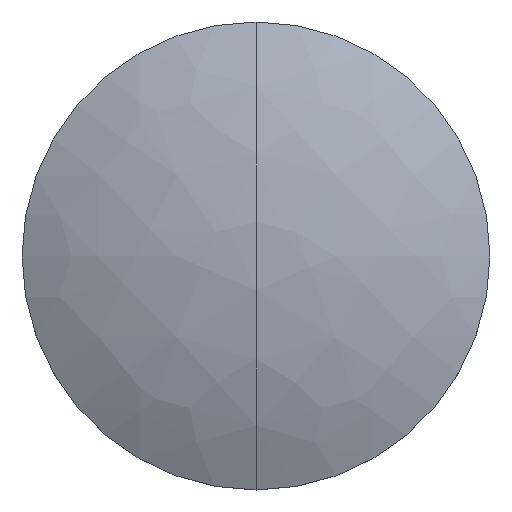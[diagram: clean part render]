
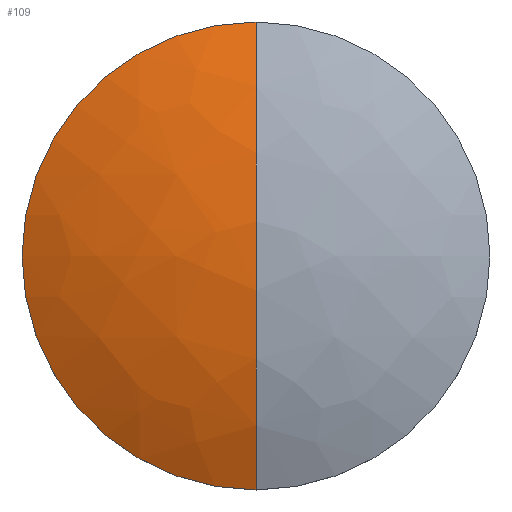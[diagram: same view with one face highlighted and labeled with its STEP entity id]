
A CAD part, top view. The second image highlights one B-rep face of the part: STEP entity #109.
In plain terms, the highlighted free-form (B-spline) face has degree [3, 3] with [4, 4] control points.
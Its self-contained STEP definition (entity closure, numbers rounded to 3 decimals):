
#3 = CARTESIAN_POINT ( 'NONE',  ( -9.096, -4.579, 7.523 ) ) ;
#8 = CARTESIAN_POINT ( 'NONE',  ( -7.931, -12.842, 3.705 ) ) ;
#11 = CARTESIAN_POINT ( 'NONE',  ( 0., 0., 4.657 ) ) ;
#23 = ORIENTED_EDGE ( 'NONE', *, *, #182, .T. ) ;
#25 = CARTESIAN_POINT ( 'NONE',  ( -4.605, 4.579, 8.538 ) ) ;
#26 = FACE_OUTER_BOUND ( 'NONE', #75, .T. ) ;
#27 = CARTESIAN_POINT ( 'NONE',  ( -4.605, -4.579, 8.538 ) ) ;
#30 = VERTEX_POINT ( 'NONE', #132 ) ;
#32 = DIRECTION ( 'NONE',  ( 0., 0., -1. ) ) ;
#37 = AXIS2_PLACEMENT_3D ( 'NONE', #139, #69, #229 ) ;
#38 =( BOUNDED_SURFACE ( )  B_SPLINE_SURFACE ( 3, 3, ( 
 ( #190, #115, #8, #188 ),
 ( #215, #27, #3, #41 ),
 ( #96, #25, #244, #240 ),
 ( #154, #80, #241, #97 ) ),
 .UNSPECIFIED., .F., .F., .F. ) 
 B_SPLINE_SURFACE_WITH_KNOTS ( ( 4, 4 ),
 ( 4, 4 ),
 ( 0., 1. ),
 ( 0., 1. ),
 .UNSPECIFIED. ) 
 GEOMETRIC_REPRESENTATION_ITEM ( )  RATIONAL_B_SPLINE_SURFACE ( (
 ( 1., 0.984, 0.984, 1.),
 ( 0.935, 0.92, 0.92, 0.935),
 ( 0.935, 0.92, 0.92, 0.935),
 ( 1., 0.984, 0.984, 1.) ) ) 
 REPRESENTATION_ITEM ( '' )  SURFACE ( )  );
#41 = CARTESIAN_POINT ( 'NONE',  ( -13.253, -4.579, 5.543 ) ) ;
#42 = DIRECTION ( 'NONE',  ( 0., -1., 0. ) ) ;
#69 = DIRECTION ( 'NONE',  ( -1., 0., 0. ) ) ;
#75 = EDGE_LOOP ( 'NONE', ( #186, #23 ) ) ;
#79 = CIRCLE ( 'NONE', #37, 29.79 ) ;
#80 = CARTESIAN_POINT ( 'NONE',  ( -4.015, 12.842, 4.59 ) ) ;
#96 = CARTESIAN_POINT ( 'NONE',  ( 0., 4.579, 8.538 ) ) ;
#97 = CARTESIAN_POINT ( 'NONE',  ( -11.556, 12.842, 1.979 ) ) ;
#109 = ADVANCED_FACE ( 'NONE', ( #26 ), #38, .T. ) ;
#110 = CARTESIAN_POINT ( 'NONE',  ( 0., -12.7, 4.657 ) ) ;
#115 = CARTESIAN_POINT ( 'NONE',  ( -4.015, -12.842, 4.59 ) ) ;
#128 = VERTEX_POINT ( 'NONE', #110 ) ;
#132 = CARTESIAN_POINT ( 'NONE',  ( 0., 12.7, 4.657 ) ) ;
#139 = CARTESIAN_POINT ( 'NONE',  ( 0., 0., -22.29 ) ) ;
#154 = CARTESIAN_POINT ( 'NONE',  ( 0., 12.842, 4.59 ) ) ;
#182 = EDGE_CURVE ( 'NONE', #128, #30, #79, .T. ) ;
#186 = ORIENTED_EDGE ( 'NONE', *, *, #224, .F. ) ;
#188 = CARTESIAN_POINT ( 'NONE',  ( -11.556, -12.842, 1.979 ) ) ;
#190 = CARTESIAN_POINT ( 'NONE',  ( 0., -12.842, 4.59 ) ) ;
#211 = CIRCLE ( 'NONE', #216, 12.7 ) ;
#215 = CARTESIAN_POINT ( 'NONE',  ( 0., -4.579, 8.538 ) ) ;
#216 = AXIS2_PLACEMENT_3D ( 'NONE', #11, #32, #42 ) ;
#224 = EDGE_CURVE ( 'NONE', #128, #30, #211, .T. ) ;
#229 = DIRECTION ( 'NONE',  ( 0., -1., 0. ) ) ;
#240 = CARTESIAN_POINT ( 'NONE',  ( -13.253, 4.579, 5.543 ) ) ;
#241 = CARTESIAN_POINT ( 'NONE',  ( -7.931, 12.842, 3.705 ) ) ;
#244 = CARTESIAN_POINT ( 'NONE',  ( -9.096, 4.579, 7.523 ) ) ;
